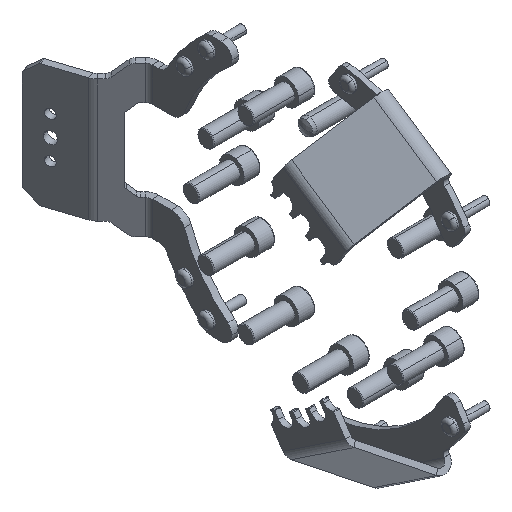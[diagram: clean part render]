
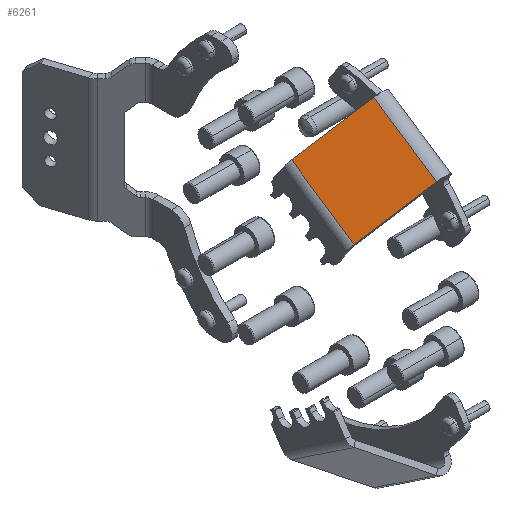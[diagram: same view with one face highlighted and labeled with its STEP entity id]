
A CAD part, isometric view. The second image highlights one B-rep face of the part: STEP entity #6261.
In plain terms, the highlighted planar face has unit normal (-0.643, -0.426, 0.637).
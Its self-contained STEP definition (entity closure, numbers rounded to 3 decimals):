
#130 = DIRECTION ( 'NONE',  ( 0., -0.831, -0.556 ) ) ;
#489 = VERTEX_POINT ( 'NONE', #9380 ) ;
#666 = VECTOR ( 'NONE', #3015, 1000. ) ;
#761 = DIRECTION ( 'NONE',  ( 0.766, -0.357, 0.534 ) ) ;
#1718 = AXIS2_PLACEMENT_3D ( 'NONE', #14340, #8821, #2187 ) ;
#2022 = ORIENTED_EDGE ( 'NONE', *, *, #9268, .F. ) ;
#2187 = DIRECTION ( 'NONE',  ( 0.766, -0.357, 0.534 ) ) ;
#2504 = ORIENTED_EDGE ( 'NONE', *, *, #8882, .F. ) ;
#2750 = LINE ( 'NONE', #9778, #5684 ) ;
#3015 = DIRECTION ( 'NONE',  ( 0.766, -0.357, 0.534 ) ) ;
#4110 = CARTESIAN_POINT ( 'NONE',  ( 1970.024, -124.631, 2242.024 ) ) ;
#5089 = FACE_OUTER_BOUND ( 'NONE', #11504, .T. ) ;
#5104 = VECTOR ( 'NONE', #761, 1000. ) ;
#5684 = VECTOR ( 'NONE', #10848, 1000. ) ;
#5787 = VERTEX_POINT ( 'NONE', #12065 ) ;
#6261 = ADVANCED_FACE ( 'NONE', ( #5089 ), #6602, .T. ) ;
#6602 = PLANE ( 'NONE',  #1718 ) ;
#6729 = CARTESIAN_POINT ( 'NONE',  ( 1906.858, -95.184, 2197.954 ) ) ;
#7128 = LINE ( 'NONE', #13461, #10066 ) ;
#7739 = VERTEX_POINT ( 'NONE', #6729 ) ;
#7922 = ORIENTED_EDGE ( 'NONE', *, *, #11406, .T. ) ;
#8055 = LINE ( 'NONE', #14048, #5104 ) ;
#8294 = VERTEX_POINT ( 'NONE', #8626 ) ;
#8626 = CARTESIAN_POINT ( 'NONE',  ( 1906.858, -49.453, 2228.511 ) ) ;
#8821 = DIRECTION ( 'NONE',  ( -0.643, -0.426, 0.637 ) ) ;
#8882 = EDGE_CURVE ( 'NONE', #8294, #7739, #2750, .T. ) ;
#9268 = EDGE_CURVE ( 'NONE', #489, #8294, #8055, .T. ) ;
#9380 = CARTESIAN_POINT ( 'NONE',  ( 1865.858, -30.34, 2199.905 ) ) ;
#9507 = LINE ( 'NONE', #4110, #666 ) ;
#9656 = ORIENTED_EDGE ( 'NONE', *, *, #12055, .T. ) ;
#9778 = CARTESIAN_POINT ( 'NONE',  ( 1906.858, -26.588, 2243.789 ) ) ;
#10066 = VECTOR ( 'NONE', #130, 1000. ) ;
#10848 = DIRECTION ( 'NONE',  ( 0., -0.831, -0.556 ) ) ;
#11406 = EDGE_CURVE ( 'NONE', #489, #5787, #7128, .T. ) ;
#11504 = EDGE_LOOP ( 'NONE', ( #2504, #2022, #7922, #9656 ) ) ;
#12055 = EDGE_CURVE ( 'NONE', #5787, #7739, #9507, .T. ) ;
#12065 = CARTESIAN_POINT ( 'NONE',  ( 1865.858, -76.071, 2169.349 ) ) ;
#13461 = CARTESIAN_POINT ( 'NONE',  ( 1865.858, -7.474, 2215.184 ) ) ;
#14048 = CARTESIAN_POINT ( 'NONE',  ( 1920., -55.58, 2237.68 ) ) ;
#14340 = CARTESIAN_POINT ( 'NONE',  ( 1920., -32.714, 2252.958 ) ) ;
